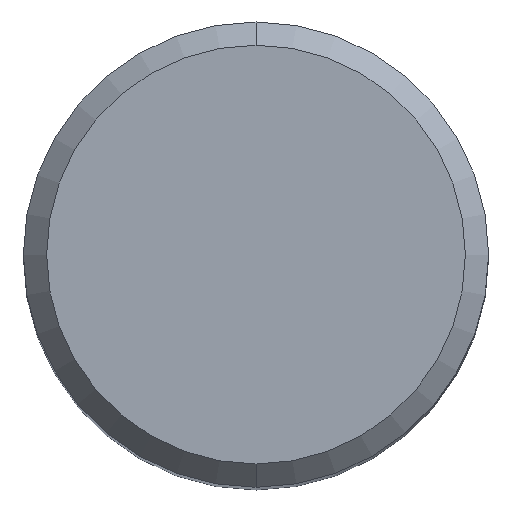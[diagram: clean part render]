
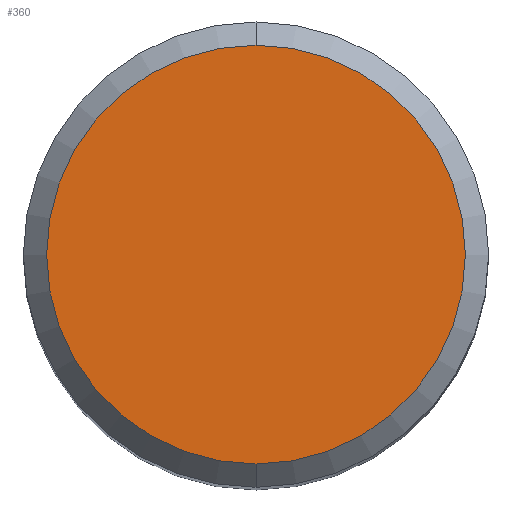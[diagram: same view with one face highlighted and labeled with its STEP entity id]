
A CAD part, top view. The second image highlights one B-rep face of the part: STEP entity #360.
In plain terms, the highlighted planar face has unit normal (0, 0, 1).
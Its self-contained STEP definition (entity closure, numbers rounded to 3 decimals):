
#286=VERTEX_POINT('',#594);
#330=EDGE_CURVE('',#286,#338,#646,.T.);
#338=VERTEX_POINT('',#654);
#360=ADVANCED_FACE('',(#679),#680,.T.);
#384=EDGE_CURVE('',#338,#286,#706,.T.);
#594=CARTESIAN_POINT('',(0.,-9.0,0.0));
#646=CIRCLE('',#1363,9.0);
#654=CARTESIAN_POINT('',(0.0,9.0,0.0));
#679=FACE_OUTER_BOUND('',#1418,.T.);
#680=PLANE('',#1419);
#706=CIRCLE('',#1453,9.0);
#1363=AXIS2_PLACEMENT_3D('',#1774,#1775,#1776);
#1418=EDGE_LOOP('',(#1808,#1809));
#1419=AXIS2_PLACEMENT_3D('',#1810,#1811,#1812);
#1453=AXIS2_PLACEMENT_3D('',#1840,#1841,#1842);
#1774=CARTESIAN_POINT('',(0.0,0.0,0.0));
#1775=DIRECTION('',(0.0,0.0,-1.0));
#1776=DIRECTION('',(0.0,1.0,0.0));
#1808=ORIENTED_EDGE('',*,*,#384,.F.);
#1809=ORIENTED_EDGE('',*,*,#330,.F.);
#1810=CARTESIAN_POINT('',(0.0,4.5,0.0));
#1811=DIRECTION('',(-0.0,0.0,1.0));
#1812=DIRECTION('',(0.0,-1.0,0.0));
#1840=CARTESIAN_POINT('',(0.0,0.0,0.0));
#1841=DIRECTION('',(0.0,0.0,-1.0));
#1842=DIRECTION('',(0.0,1.0,0.0));
